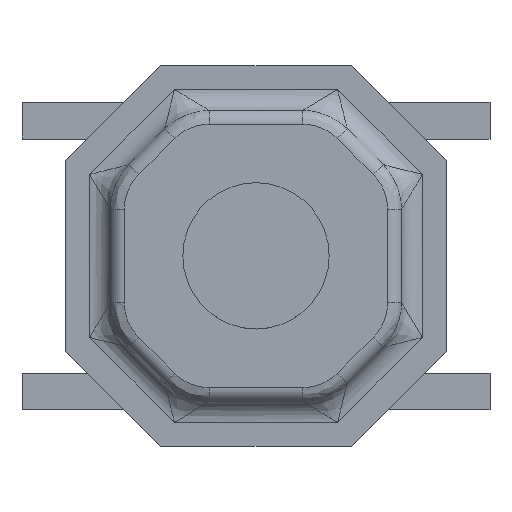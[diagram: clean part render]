
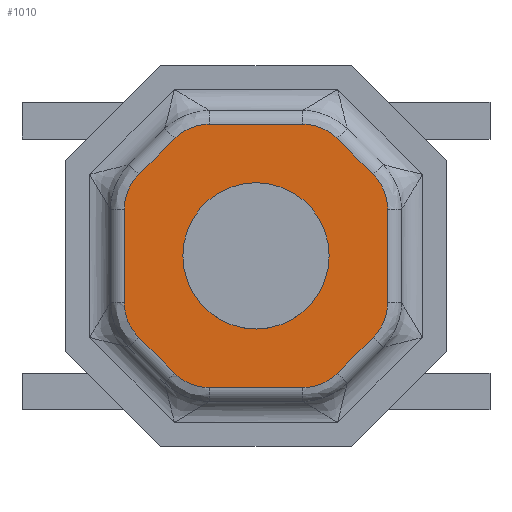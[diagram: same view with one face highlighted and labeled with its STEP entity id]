
A CAD part, top view. The second image highlights one B-rep face of the part: STEP entity #1010.
In plain terms, the highlighted planar face has unit normal (0, 0, 1).
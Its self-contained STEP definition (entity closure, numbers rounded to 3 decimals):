
#16=FACE_BOUND('',#368,.T.);
#18=PLANE('',#1101);
#49=LINE('',#1463,#146);
#52=LINE('',#1529,#149);
#55=LINE('',#1594,#152);
#58=LINE('',#1652,#155);
#61=LINE('',#1710,#158);
#64=LINE('',#1768,#161);
#67=LINE('',#1825,#164);
#68=LINE('',#1873,#165);
#146=VECTOR('',#1155,10.);
#149=VECTOR('',#1172,10.);
#152=VECTOR('',#1187,10.);
#155=VECTOR('',#1202,10.);
#158=VECTOR('',#1217,10.);
#161=VECTOR('',#1232,10.);
#164=VECTOR('',#1247,10.);
#165=VECTOR('',#1252,10.);
#305=FACE_OUTER_BOUND('',#367,.T.);
#367=EDGE_LOOP('',(#803,#804,#805,#806,#807,#808,#809,#810,#811,#812,#813,
#814,#815,#816,#817,#818));
#368=EDGE_LOOP('',(#819));
#397=B_SPLINE_CURVE_WITH_KNOTS('',3,(#1425,#1426,#1427,#1428,#1429),
 .UNSPECIFIED.,.F.,.F.,(4,1,4),(0.,0.022,0.052),
 .UNSPECIFIED.);
#399=B_SPLINE_CURVE_WITH_KNOTS('',3,(#1500,#1501,#1502,#1503,#1504),
 .UNSPECIFIED.,.F.,.F.,(4,1,4),(0.,0.022,
0.052),.UNSPECIFIED.);
#401=B_SPLINE_CURVE_WITH_KNOTS('',3,(#1565,#1566,#1567,#1568,#1569),
 .UNSPECIFIED.,.F.,.F.,(4,1,4),(0.,0.022,0.052),
 .UNSPECIFIED.);
#402=B_SPLINE_CURVE_WITH_KNOTS('',3,(#1619,#1620,#1621,#1622),
 .UNSPECIFIED.,.F.,.F.,(4,4),(-0.052,0.),.UNSPECIFIED.);
#404=B_SPLINE_CURVE_WITH_KNOTS('',3,(#1677,#1678,#1679,#1680),
 .UNSPECIFIED.,.F.,.F.,(4,4),(-0.052,0.),.UNSPECIFIED.);
#406=B_SPLINE_CURVE_WITH_KNOTS('',3,(#1735,#1736,#1737,#1738),
 .UNSPECIFIED.,.F.,.F.,(4,4),(-0.052,0.),.UNSPECIFIED.);
#408=B_SPLINE_CURVE_WITH_KNOTS('',3,(#1793,#1794,#1795,#1796),
 .UNSPECIFIED.,.F.,.F.,(4,4),(-0.052,0.),.UNSPECIFIED.);
#410=B_SPLINE_CURVE_WITH_KNOTS('',3,(#1847,#1848,#1849,#1850),
 .UNSPECIFIED.,.F.,.F.,(4,4),(-0.052,0.),.UNSPECIFIED.);
#428=CIRCLE('',#1102,1.);
#430=VERTEX_POINT('',#1414);
#433=VERTEX_POINT('',#1423);
#439=VERTEX_POINT('',#1462);
#440=VERTEX_POINT('',#1490);
#442=VERTEX_POINT('',#1498);
#445=VERTEX_POINT('',#1555);
#447=VERTEX_POINT('',#1563);
#451=VERTEX_POINT('',#1616);
#452=VERTEX_POINT('',#1618);
#456=VERTEX_POINT('',#1674);
#457=VERTEX_POINT('',#1676);
#461=VERTEX_POINT('',#1732);
#462=VERTEX_POINT('',#1734);
#466=VERTEX_POINT('',#1790);
#467=VERTEX_POINT('',#1792);
#469=VERTEX_POINT('',#1846);
#478=VERTEX_POINT('',#1892);
#523=EDGE_CURVE('',#433,#430,#397,.T.);
#532=EDGE_CURVE('',#430,#439,#49,.T.);
#537=EDGE_CURVE('',#442,#440,#399,.T.);
#542=EDGE_CURVE('',#440,#433,#52,.T.);
#546=EDGE_CURVE('',#447,#445,#401,.T.);
#551=EDGE_CURVE('',#445,#442,#55,.T.);
#553=EDGE_CURVE('',#451,#452,#402,.T.);
#560=EDGE_CURVE('',#452,#447,#58,.T.);
#562=EDGE_CURVE('',#456,#457,#404,.T.);
#569=EDGE_CURVE('',#457,#451,#61,.T.);
#571=EDGE_CURVE('',#461,#462,#406,.T.);
#578=EDGE_CURVE('',#462,#456,#64,.T.);
#580=EDGE_CURVE('',#466,#467,#408,.T.);
#587=EDGE_CURVE('',#467,#461,#67,.T.);
#588=EDGE_CURVE('',#439,#469,#410,.T.);
#591=EDGE_CURVE('',#469,#466,#68,.T.);
#600=EDGE_CURVE('',#478,#478,#428,.T.);
#803=ORIENTED_EDGE('',*,*,#523,.F.);
#804=ORIENTED_EDGE('',*,*,#542,.F.);
#805=ORIENTED_EDGE('',*,*,#537,.F.);
#806=ORIENTED_EDGE('',*,*,#551,.F.);
#807=ORIENTED_EDGE('',*,*,#546,.F.);
#808=ORIENTED_EDGE('',*,*,#560,.F.);
#809=ORIENTED_EDGE('',*,*,#553,.F.);
#810=ORIENTED_EDGE('',*,*,#569,.F.);
#811=ORIENTED_EDGE('',*,*,#562,.F.);
#812=ORIENTED_EDGE('',*,*,#578,.F.);
#813=ORIENTED_EDGE('',*,*,#571,.F.);
#814=ORIENTED_EDGE('',*,*,#587,.F.);
#815=ORIENTED_EDGE('',*,*,#580,.F.);
#816=ORIENTED_EDGE('',*,*,#591,.F.);
#817=ORIENTED_EDGE('',*,*,#588,.F.);
#818=ORIENTED_EDGE('',*,*,#532,.F.);
#819=ORIENTED_EDGE('',*,*,#600,.T.);
#1010=ADVANCED_FACE('',(#305,#16),#18,.T.);
#1101=AXIS2_PLACEMENT_3D('',#1891,#1263,#1264);
#1102=AXIS2_PLACEMENT_3D('',#1893,#1265,#1266);
#1155=DIRECTION('',(0.707,0.707,0.));
#1172=DIRECTION('',(0.,1.,0.));
#1187=DIRECTION('',(-0.707,0.707,0.));
#1202=DIRECTION('',(-1.,0.,0.));
#1217=DIRECTION('',(-0.707,-0.707,0.));
#1232=DIRECTION('',(0.,-1.,0.));
#1247=DIRECTION('',(0.707,-0.707,0.));
#1252=DIRECTION('',(1.,0.,0.));
#1263=DIRECTION('center_axis',(0.,0.,1.));
#1264=DIRECTION('ref_axis',(1.,0.,0.));
#1265=DIRECTION('center_axis',(0.,0.,-1.));
#1266=DIRECTION('ref_axis',(1.,0.,0.));
#1414=CARTESIAN_POINT('',(0.996,3.713,1.15));
#1423=CARTESIAN_POINT('',(0.8,3.241,1.15));
#1425=CARTESIAN_POINT('Ctrl Pts',(0.8,3.241,1.15));
#1426=CARTESIAN_POINT('Ctrl Pts',(0.8,3.316,1.15));
#1427=CARTESIAN_POINT('Ctrl Pts',(0.829,3.491,1.15));
#1428=CARTESIAN_POINT('Ctrl Pts',(0.925,3.642,1.15));
#1429=CARTESIAN_POINT('Ctrl Pts',(0.996,3.713,1.15));
#1462=CARTESIAN_POINT('',(1.487,4.204,1.15));
#1463=CARTESIAN_POINT('',(1.491,4.209,1.15));
#1490=CARTESIAN_POINT('',(0.8,1.959,1.15));
#1498=CARTESIAN_POINT('',(0.996,1.487,1.15));
#1500=CARTESIAN_POINT('Ctrl Pts',(0.996,1.487,1.15));
#1501=CARTESIAN_POINT('Ctrl Pts',(0.943,1.54,1.15));
#1502=CARTESIAN_POINT('Ctrl Pts',(0.839,1.684,1.15));
#1503=CARTESIAN_POINT('Ctrl Pts',(0.8,1.86,1.15));
#1504=CARTESIAN_POINT('Ctrl Pts',(0.8,1.959,1.15));
#1529=CARTESIAN_POINT('',(0.8,3.1,1.15));
#1555=CARTESIAN_POINT('',(1.487,0.996,1.15));
#1563=CARTESIAN_POINT('',(1.959,0.8,1.15));
#1565=CARTESIAN_POINT('Ctrl Pts',(1.959,0.8,1.15));
#1566=CARTESIAN_POINT('Ctrl Pts',(1.884,0.8,1.15));
#1567=CARTESIAN_POINT('Ctrl Pts',(1.709,0.829,1.15));
#1568=CARTESIAN_POINT('Ctrl Pts',(1.558,0.925,1.15));
#1569=CARTESIAN_POINT('Ctrl Pts',(1.487,0.996,1.15));
#1594=CARTESIAN_POINT('',(0.991,1.491,1.15));
#1616=CARTESIAN_POINT('',(3.713,0.996,1.15));
#1618=CARTESIAN_POINT('',(3.241,0.8,1.15));
#1619=CARTESIAN_POINT('Ctrl Pts',(3.713,0.996,1.15));
#1620=CARTESIAN_POINT('Ctrl Pts',(3.589,0.872,1.15));
#1621=CARTESIAN_POINT('Ctrl Pts',(3.415,0.8,1.15));
#1622=CARTESIAN_POINT('Ctrl Pts',(3.241,0.8,1.15));
#1652=CARTESIAN_POINT('',(2.1,0.8,1.15));
#1674=CARTESIAN_POINT('',(4.4,1.959,1.15));
#1676=CARTESIAN_POINT('',(4.204,1.487,1.15));
#1677=CARTESIAN_POINT('Ctrl Pts',(4.4,1.959,1.15));
#1678=CARTESIAN_POINT('Ctrl Pts',(4.4,1.785,1.15));
#1679=CARTESIAN_POINT('Ctrl Pts',(4.328,1.611,1.15));
#1680=CARTESIAN_POINT('Ctrl Pts',(4.204,1.487,1.15));
#1710=CARTESIAN_POINT('',(3.709,0.991,1.15));
#1732=CARTESIAN_POINT('',(4.204,3.713,1.15));
#1734=CARTESIAN_POINT('',(4.4,3.241,1.15));
#1735=CARTESIAN_POINT('Ctrl Pts',(4.204,3.713,1.15));
#1736=CARTESIAN_POINT('Ctrl Pts',(4.328,3.589,1.15));
#1737=CARTESIAN_POINT('Ctrl Pts',(4.4,3.415,1.15));
#1738=CARTESIAN_POINT('Ctrl Pts',(4.4,3.241,1.15));
#1768=CARTESIAN_POINT('',(4.4,2.1,1.15));
#1790=CARTESIAN_POINT('',(3.241,4.4,1.15));
#1792=CARTESIAN_POINT('',(3.713,4.204,1.15));
#1793=CARTESIAN_POINT('Ctrl Pts',(3.241,4.4,1.15));
#1794=CARTESIAN_POINT('Ctrl Pts',(3.415,4.4,1.15));
#1795=CARTESIAN_POINT('Ctrl Pts',(3.589,4.328,1.15));
#1796=CARTESIAN_POINT('Ctrl Pts',(3.713,4.204,1.15));
#1825=CARTESIAN_POINT('',(4.209,3.709,1.15));
#1846=CARTESIAN_POINT('',(1.959,4.4,1.15));
#1847=CARTESIAN_POINT('Ctrl Pts',(1.487,4.204,1.15));
#1848=CARTESIAN_POINT('Ctrl Pts',(1.611,4.328,1.15));
#1849=CARTESIAN_POINT('Ctrl Pts',(1.785,4.4,1.15));
#1850=CARTESIAN_POINT('Ctrl Pts',(1.959,4.4,1.15));
#1873=CARTESIAN_POINT('',(3.1,4.4,1.15));
#1891=CARTESIAN_POINT('Origin',(2.6,2.6,1.15));
#1892=CARTESIAN_POINT('',(1.6,2.6,1.15));
#1893=CARTESIAN_POINT('Origin',(2.6,2.6,1.15));
